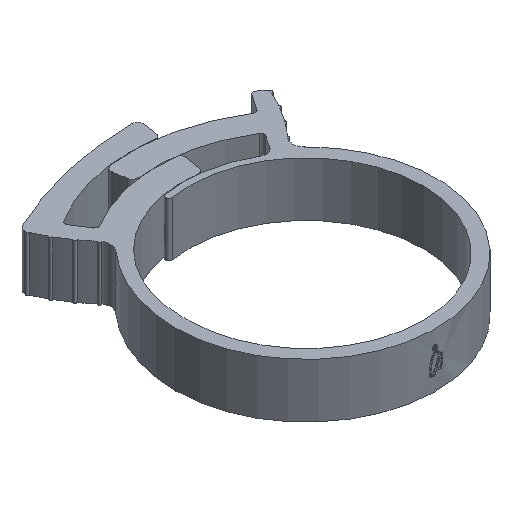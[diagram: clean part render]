
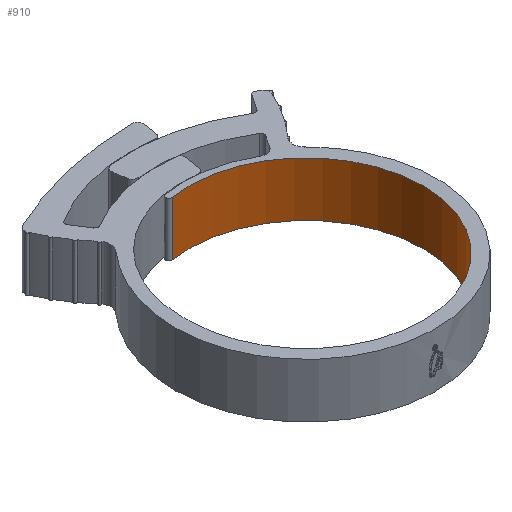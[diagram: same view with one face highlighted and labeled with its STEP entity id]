
A CAD part, isometric view. The second image highlights one B-rep face of the part: STEP entity #910.
In plain terms, the highlighted cylindrical face has radius 19.35 mm (diameter 38.7 mm), a partial arc.
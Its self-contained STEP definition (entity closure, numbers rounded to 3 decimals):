
#1 = DIRECTION ( 'NONE',  ( 0., 0., -1. ) ) ;
#19 = EDGE_CURVE ( 'NONE', #796, #5238, #1040, .T. ) ;
#134 = DIRECTION ( 'NONE',  ( 0., 0., -1. ) ) ;
#462 = AXIS2_PLACEMENT_3D ( 'NONE', #808, #6375, #3290 ) ;
#506 = ORIENTED_EDGE ( 'NONE', *, *, #3511, .T. ) ;
#626 = ORIENTED_EDGE ( 'NONE', *, *, #3662, .T. ) ;
#638 = CARTESIAN_POINT ( 'NONE',  ( -3.05, 19.108, -4.5 ) ) ;
#707 = CARTESIAN_POINT ( 'NONE',  ( 0., 0., -4.5 ) ) ;
#796 = VERTEX_POINT ( 'NONE', #4711 ) ;
#808 = CARTESIAN_POINT ( 'NONE',  ( 0., 0., 4.5 ) ) ;
#910 = ADVANCED_FACE ( 'NONE', ( #3791 ), #5817, .F. ) ;
#1040 = LINE ( 'NONE', #6106, #3348 ) ;
#1411 = LINE ( 'NONE', #4431, #6442 ) ;
#1850 = ORIENTED_EDGE ( 'NONE', *, *, #19, .F. ) ;
#1891 = DIRECTION ( 'NONE',  ( 0., 0., -1. ) ) ;
#1933 = CARTESIAN_POINT ( 'NONE',  ( -3.05, 19.108, 4.5 ) ) ;
#2176 = DIRECTION ( 'NONE',  ( -1., 0., 0. ) ) ;
#3290 = DIRECTION ( 'NONE',  ( -1., 0., 0. ) ) ;
#3338 = ORIENTED_EDGE ( 'NONE', *, *, #6056, .F. ) ;
#3348 = VECTOR ( 'NONE', #1, 1000. ) ;
#3412 = EDGE_LOOP ( 'NONE', ( #506, #1850, #3338, #626 ) ) ;
#3511 = EDGE_CURVE ( 'NONE', #6053, #5238, #5511, .T. ) ;
#3662 = EDGE_CURVE ( 'NONE', #6414, #6053, #1411, .T. ) ;
#3689 = DIRECTION ( 'NONE',  ( -1., 0., 0. ) ) ;
#3791 = FACE_OUTER_BOUND ( 'NONE', #3412, .T. ) ;
#3822 = DIRECTION ( 'NONE',  ( 0., 0., -1. ) ) ;
#4124 = CARTESIAN_POINT ( 'NONE',  ( -19.35, 0., -4.5 ) ) ;
#4347 = AXIS2_PLACEMENT_3D ( 'NONE', #5192, #134, #2176 ) ;
#4431 = CARTESIAN_POINT ( 'NONE',  ( -3.05, 19.108, 4.5 ) ) ;
#4711 = CARTESIAN_POINT ( 'NONE',  ( -19.35, 0., 4.5 ) ) ;
#5192 = CARTESIAN_POINT ( 'NONE',  ( 0., 0., 4.5 ) ) ;
#5238 = VERTEX_POINT ( 'NONE', #4124 ) ;
#5406 = AXIS2_PLACEMENT_3D ( 'NONE', #707, #3822, #3689 ) ;
#5511 = CIRCLE ( 'NONE', #5406, 19.35 ) ;
#5817 = CYLINDRICAL_SURFACE ( 'NONE', #462, 19.35 ) ;
#6053 = VERTEX_POINT ( 'NONE', #638 ) ;
#6056 = EDGE_CURVE ( 'NONE', #6414, #796, #6343, .T. ) ;
#6106 = CARTESIAN_POINT ( 'NONE',  ( -19.35, 0., 4.5 ) ) ;
#6343 = CIRCLE ( 'NONE', #4347, 19.35 ) ;
#6375 = DIRECTION ( 'NONE',  ( 0., 0., -1. ) ) ;
#6414 = VERTEX_POINT ( 'NONE', #1933 ) ;
#6442 = VECTOR ( 'NONE', #1891, 1000. ) ;
